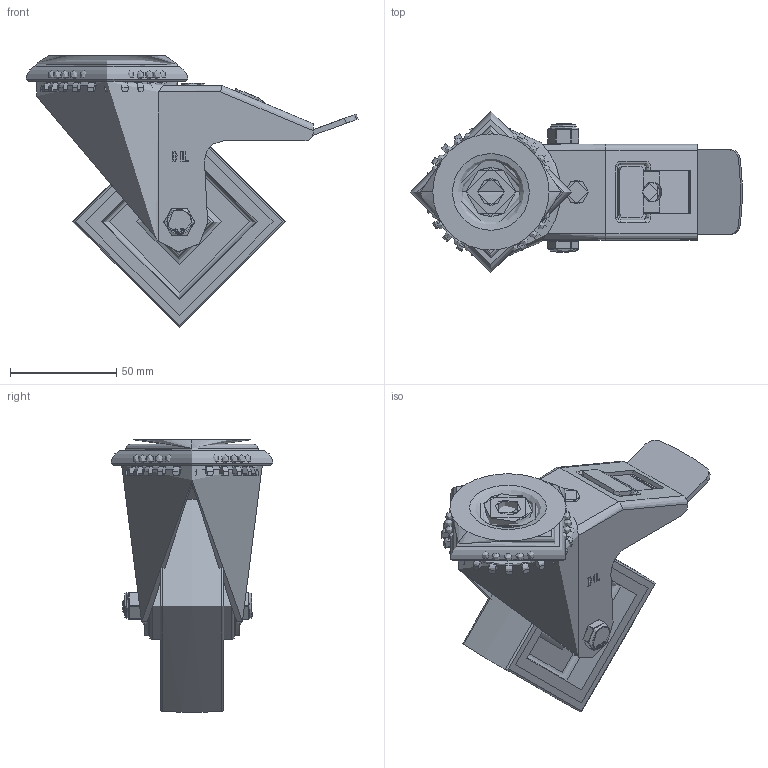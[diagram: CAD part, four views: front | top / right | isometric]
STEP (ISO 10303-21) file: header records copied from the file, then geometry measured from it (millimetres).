
FILE_DESCRIPTION(/* description */ ('','CAx-IF Rec.Pracs.---Representation and Presentation of Product Manufacturing Information (PMI)---4.0---2014-10-13'),/* implementation_level */ '2;1');
FILE_NAME(/* name */ 'SSMM100NPBH12SWB.step',/* time_stamp */ '2024-11-25T10:12:20Z',/* author */ (''),/* organization */ (''),/* preprocessor_version */ 'ST-DEVELOPER v20',/* originating_system */ 'Autodesk Translation Framework v13.20.0.188',/* authorisation */ '');
FILE_SCHEMA (('AP242_MANAGED_MODEL_BASED_3D_ENGINEERING_MIM_LF { 1 0 10303 442 1 1 4 }'));
Length unit declared in the file: millimetre
Products named in the file (27): SSMM100NPBH12SWB; SSMM100ASBH12SWB v1; GRADE 304 STAINLESS STEEL TOP PLATE; GRADE 304 STAINLESS STEEL TOP PLATE Geometry; Pattern; Component1; GRADE 304 STAINLESS STEEL BRAKE PEDAL; BRAKE PAD; BRAKE PAD Geometry; BRAKE BOLT; GRADE 304 STAINLESS STEEL FORKS; GRADE 304 STAINLESS STEEL FORKS Geometry; BOLT; NYLOC THIN NUT; NUT; SEAL; BZMM100WNP v1; POLYURETHANE TYRE; NYLON RIM; TUBEM12X40SS v1; STAINLESS STEEL TUBE; HEXBOLTM8X55A2 v2; GRADE A2 304 STAINLESS STEEL  BOLT; NYLOCM8A2 v1; STAINLESS STEEL NYLOC NUT; NUT (1); RUBBER
Assembly tree (57 placements, depth 5):
  SSMM100NPBH12SWB
    SSMM100ASBH12SWB v1
      GRADE 304 STAINLESS STEEL TOP PLATE
        GRADE 304 STAINLESS STEEL TOP PLATE Geometry
        Pattern
          Component1  x32
      GRADE 304 STAINLESS STEEL BRAKE PEDAL
      BRAKE PAD
        BRAKE PAD Geometry
        BRAKE BOLT
      GRADE 304 STAINLESS STEEL FORKS
        GRADE 304 STAINLESS STEEL FORKS Geometry
        BOLT
        NYLOC THIN NUT
          NUT
          SEAL
    BZMM100WNP v1
      POLYURETHANE TYRE
      NYLON RIM
    TUBEM12X40SS v1
      STAINLESS STEEL TUBE
    HEXBOLTM8X55A2 v2
      GRADE A2 304 STAINLESS STEEL  BOLT
    NYLOCM8A2 v1
      STAINLESS STEEL NYLOC NUT
        NUT (1)
        RUBBER
Bounding box: 155.91 x 76 x 127.95 mm (x, y, z)
Volume: 221104 mm3; surface area: 122937.7 mm2
Topology: 46 solids, 46 shells, 812 faces, 2102 edges, 1333 vertices
Faces by surface type: plane 335, cylinder 286, bspline 78, sphere 62, torus 40, cone 11
Full cylindrical faces by diameter (mm): 6 x5, 6.446 x7, 7 x2, 7.866 x13, 8 x5, 8.1 x2, 8.5 x1, 8.6 x2, 9.5 x1, 11 x1, 11.5 x1, 11.9 x1, 12.1 x1, 12.2 x2, 15 x2, 20 x1, 23.5 x2, 26 x2, 30 x1, 32 x2, 32.5 x1, 56 x1, 62 x1, 66 x1, 88 x2
Entity records: 40323 total; most frequent: CARTESIAN_POINT 20702, ORIENTED_EDGE 4002, DIRECTION 3905, EDGE_CURVE 2001, AXIS2_PLACEMENT_3D 1426, VERTEX_POINT 1271, LINE 1053, VECTOR 1053
